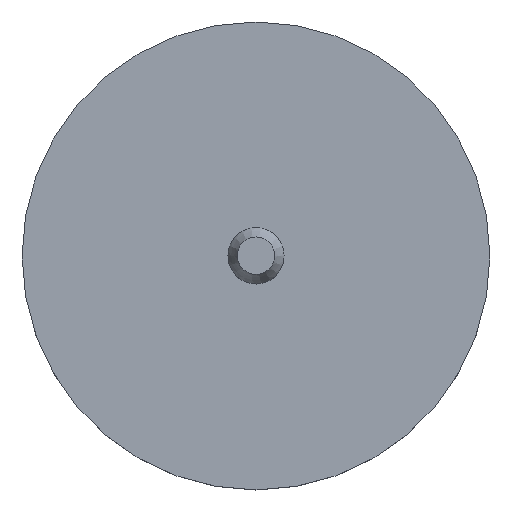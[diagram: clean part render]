
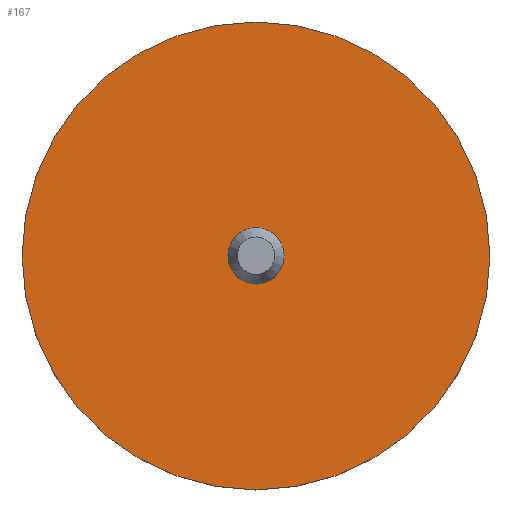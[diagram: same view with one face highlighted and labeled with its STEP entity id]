
A CAD part, top view. The second image highlights one B-rep face of the part: STEP entity #167.
In plain terms, the highlighted planar face has unit normal (0, 0, 1).
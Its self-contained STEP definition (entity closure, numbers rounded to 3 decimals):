
#92 = CYLINDRICAL_SURFACE('',#93,1.5);
#93 = AXIS2_PLACEMENT_3D('',#94,#95,#96);
#94 = CARTESIAN_POINT('',(0.,0.,0.));
#95 = DIRECTION('',(-0.,-0.,-1.));
#96 = DIRECTION('',(1.,0.,0.));
#113 = VERTEX_POINT('',#114);
#114 = CARTESIAN_POINT('',(1.5,0.,3.2));
#135 = EDGE_CURVE('',#113,#113,#136,.T.);
#136 = SURFACE_CURVE('',#137,(#142,#149),.PCURVE_S1.);
#137 = CIRCLE('',#138,1.5);
#138 = AXIS2_PLACEMENT_3D('',#139,#140,#141);
#139 = CARTESIAN_POINT('',(0.,0.,3.2));
#140 = DIRECTION('',(0.,0.,-1.));
#141 = DIRECTION('',(1.,0.,0.));
#142 = PCURVE('',#92,#143);
#143 = DEFINITIONAL_REPRESENTATION('',(#144),#148);
#144 = LINE('',#145,#146);
#145 = CARTESIAN_POINT('',(-6.283,-3.2));
#146 = VECTOR('',#147,1.);
#147 = DIRECTION('',(1.,-0.));
#148 = ( GEOMETRIC_REPRESENTATION_CONTEXT(2) 
PARAMETRIC_REPRESENTATION_CONTEXT() REPRESENTATION_CONTEXT('2D SPACE',''
  ) );
#149 = PCURVE('',#150,#155);
#150 = PLANE('',#151);
#151 = AXIS2_PLACEMENT_3D('',#152,#153,#154);
#152 = CARTESIAN_POINT('',(0.,0.,3.2));
#153 = DIRECTION('',(0.,0.,1.));
#154 = DIRECTION('',(1.,0.,0.));
#155 = DEFINITIONAL_REPRESENTATION('',(#156),#164);
#156 = ( BOUNDED_CURVE() B_SPLINE_CURVE(2,(#157,#158,#159,#160,#161,#162
,#163),.UNSPECIFIED.,.T.,.F.) B_SPLINE_CURVE_WITH_KNOTS((1,2,2,2,2,1),(
    -2.094,0.,2.094,4.189,6.283,
8.378),.UNSPECIFIED.) CURVE() GEOMETRIC_REPRESENTATION_ITEM() 
RATIONAL_B_SPLINE_CURVE((1.,0.5,1.,0.5,1.,0.5,1.)) REPRESENTATION_ITEM(
  '') );
#157 = CARTESIAN_POINT('',(1.5,0.));
#158 = CARTESIAN_POINT('',(1.5,-2.598));
#159 = CARTESIAN_POINT('',(-0.75,-1.299));
#160 = CARTESIAN_POINT('',(-3.,0.));
#161 = CARTESIAN_POINT('',(-0.75,1.299));
#162 = CARTESIAN_POINT('',(1.5,2.598));
#163 = CARTESIAN_POINT('',(1.5,0.));
#164 = ( GEOMETRIC_REPRESENTATION_CONTEXT(2) 
PARAMETRIC_REPRESENTATION_CONTEXT() REPRESENTATION_CONTEXT('2D SPACE',''
  ) );
#167 = ADVANCED_FACE('',(#168,#199),#150,.T.);
#168 = FACE_BOUND('',#169,.T.);
#169 = EDGE_LOOP('',(#170));
#170 = ORIENTED_EDGE('',*,*,#171,.T.);
#171 = EDGE_CURVE('',#172,#172,#174,.T.);
#172 = VERTEX_POINT('',#173);
#173 = CARTESIAN_POINT('',(12.5,0.,3.2));
#174 = SURFACE_CURVE('',#175,(#180,#187),.PCURVE_S1.);
#175 = CIRCLE('',#176,12.5);
#176 = AXIS2_PLACEMENT_3D('',#177,#178,#179);
#177 = CARTESIAN_POINT('',(0.,0.,3.2));
#178 = DIRECTION('',(0.,0.,1.));
#179 = DIRECTION('',(1.,0.,0.));
#180 = PCURVE('',#150,#181);
#181 = DEFINITIONAL_REPRESENTATION('',(#182),#186);
#182 = CIRCLE('',#183,12.5);
#183 = AXIS2_PLACEMENT_2D('',#184,#185);
#184 = CARTESIAN_POINT('',(0.,0.));
#185 = DIRECTION('',(1.,0.));
#186 = ( GEOMETRIC_REPRESENTATION_CONTEXT(2) 
PARAMETRIC_REPRESENTATION_CONTEXT() REPRESENTATION_CONTEXT('2D SPACE',''
  ) );
#187 = PCURVE('',#188,#193);
#188 = CYLINDRICAL_SURFACE('',#189,12.5);
#189 = AXIS2_PLACEMENT_3D('',#190,#191,#192);
#190 = CARTESIAN_POINT('',(0.,0.,2.1));
#191 = DIRECTION('',(-0.,-0.,-1.));
#192 = DIRECTION('',(1.,0.,0.));
#193 = DEFINITIONAL_REPRESENTATION('',(#194),#198);
#194 = LINE('',#195,#196);
#195 = CARTESIAN_POINT('',(-0.,-1.1));
#196 = VECTOR('',#197,1.);
#197 = DIRECTION('',(-1.,0.));
#198 = ( GEOMETRIC_REPRESENTATION_CONTEXT(2) 
PARAMETRIC_REPRESENTATION_CONTEXT() REPRESENTATION_CONTEXT('2D SPACE',''
  ) );
#199 = FACE_BOUND('',#200,.T.);
#200 = EDGE_LOOP('',(#201));
#201 = ORIENTED_EDGE('',*,*,#135,.T.);
